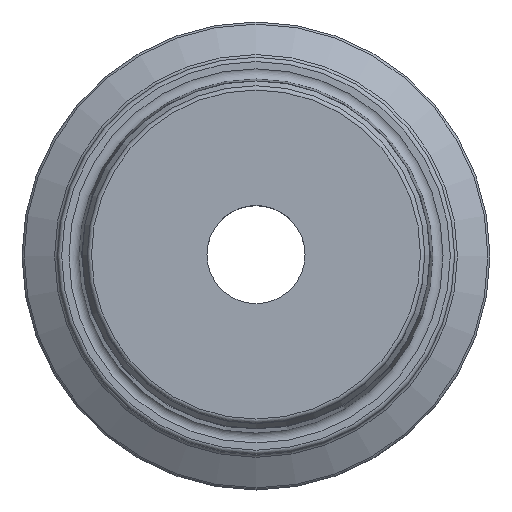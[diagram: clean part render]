
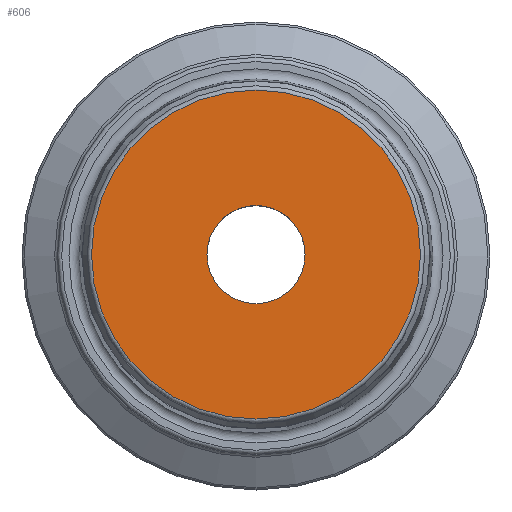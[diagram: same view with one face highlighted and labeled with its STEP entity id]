
A CAD part, top view. The second image highlights one B-rep face of the part: STEP entity #606.
In plain terms, the highlighted planar face has unit normal (0, 0, 1).
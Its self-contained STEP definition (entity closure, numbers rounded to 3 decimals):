
#45=CIRCLE('',#649,11.6);
#49=CIRCLE('',#655,3.459);
#88=ORIENTED_EDGE('',*,*,#172,.T.);
#89=ORIENTED_EDGE('',*,*,#168,.T.);
#168=EDGE_CURVE('',#210,#210,#45,.T.);
#172=EDGE_CURVE('',#214,#214,#49,.T.);
#210=VERTEX_POINT('',#868);
#214=VERTEX_POINT('',#878);
#267=EDGE_LOOP('',(#88));
#268=EDGE_LOOP('',(#89));
#323=FACE_BOUND('',#267,.T.);
#324=FACE_BOUND('',#268,.T.);
#367=PLANE('',#654);
#606=ADVANCED_FACE('',(#323,#324),#367,.T.);
#649=AXIS2_PLACEMENT_3D('',#867,#732,#733);
#654=AXIS2_PLACEMENT_3D('',#876,#742,#743);
#655=AXIS2_PLACEMENT_3D('',#877,#744,#745);
#732=DIRECTION('',(0.,0.,1.));
#733=DIRECTION('',(1.,0.,0.));
#742=DIRECTION('',(0.,0.,1.));
#743=DIRECTION('',(1.,0.,0.));
#744=DIRECTION('',(0.,0.,-1.));
#745=DIRECTION('',(0.,-1.,0.));
#867=CARTESIAN_POINT('',(0.,0.,60.5));
#868=CARTESIAN_POINT('',(11.6,0.,60.5));
#876=CARTESIAN_POINT('',(0.,0.,60.5));
#877=CARTESIAN_POINT('',(0.,0.,60.5));
#878=CARTESIAN_POINT('',(0.,-3.459,60.5));
